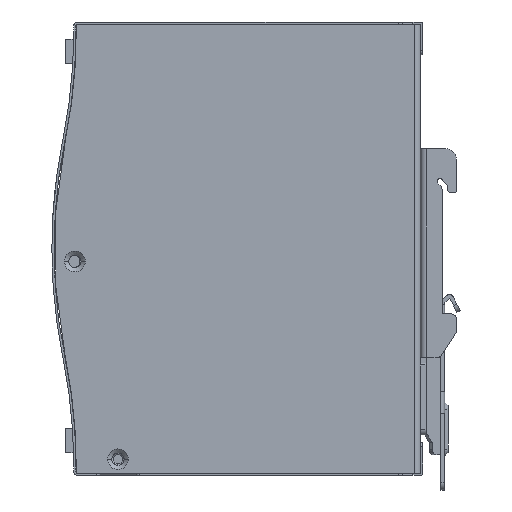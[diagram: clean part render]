
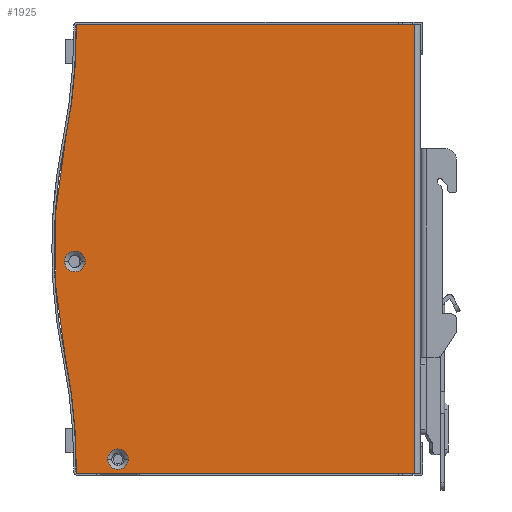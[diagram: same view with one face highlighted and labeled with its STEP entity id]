
A CAD part, front view. The second image highlights one B-rep face of the part: STEP entity #1925.
In plain terms, the highlighted planar face has unit normal (0, -1, 0).
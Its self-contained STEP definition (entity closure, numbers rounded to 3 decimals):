
#1734=CARTESIAN_POINT('',(84.453,13.236,74.));
#1735=VERTEX_POINT('',#1734);
#1743=CARTESIAN_POINT('',(84.453,13.236,-50.));
#1744=VERTEX_POINT('',#1743);
#1745=CARTESIAN_POINT('',(84.453,13.236,74.));
#1746=DIRECTION('',(0.,0.,-1.));
#1747=VECTOR('',#1746,124.);
#1748=LINE('',#1745,#1747);
#1749=EDGE_CURVE('',#1735,#1744,#1748,.T.);
#1800=CARTESIAN_POINT('',(-13.667,13.236,0.));
#1801=DIRECTION('',(0.,-1.,0.));
#1802=DIRECTION('',(0.,0.,-1.));
#1803=AXIS2_PLACEMENT_3D('',#1800,#1801,#1802);
#1804=PLANE('',#1803);
#1805=CARTESIAN_POINT('',(-8.439,13.236,-50.));
#1806=VERTEX_POINT('',#1805);
#1807=CARTESIAN_POINT('',(84.453,13.236,-50.));
#1808=DIRECTION('',(-1.,0.,0.));
#1809=VECTOR('',#1808,92.892);
#1810=LINE('',#1807,#1809);
#1811=EDGE_CURVE('',#1744,#1806,#1810,.T.);
#1812=ORIENTED_EDGE('',*,*,#1811,.F.);
#1813=ORIENTED_EDGE('',*,*,#1749,.F.);
#1814=CARTESIAN_POINT('',(-8.439,13.236,74.));
#1815=VERTEX_POINT('',#1814);
#1816=CARTESIAN_POINT('',(84.453,13.236,74.));
#1817=DIRECTION('',(-1.,0.,0.));
#1818=VECTOR('',#1817,92.892);
#1819=LINE('',#1816,#1818);
#1820=EDGE_CURVE('',#1735,#1815,#1819,.T.);
#1821=ORIENTED_EDGE('',*,*,#1820,.T.);
#1822=CARTESIAN_POINT('',(-8.939,13.236,73.5));
#1823=VERTEX_POINT('',#1822);
#1824=CARTESIAN_POINT('',(-8.439,13.236,73.5));
#1825=DIRECTION('',(0.,-1.,0.));
#1826=DIRECTION('',(-1.,0.,0.));
#1827=AXIS2_PLACEMENT_3D('',#1824,#1825,#1826);
#1828=CIRCLE('',#1827,0.5);
#1829=EDGE_CURVE('',#1815,#1823,#1828,.T.);
#1830=ORIENTED_EDGE('',*,*,#1829,.T.);
#1831=CARTESIAN_POINT('',(-8.939,13.236,73.495));
#1832=VERTEX_POINT('',#1831);
#1833=CARTESIAN_POINT('',(-8.439,13.236,73.5));
#1834=DIRECTION('',(0.,-1.,0.));
#1835=DIRECTION('',(-1.,0.,0.));
#1836=AXIS2_PLACEMENT_3D('',#1833,#1834,#1835);
#1837=CIRCLE('',#1836,0.5);
#1838=EDGE_CURVE('',#1823,#1832,#1837,.T.);
#1839=ORIENTED_EDGE('',*,*,#1838,.T.);
#1840=CARTESIAN_POINT('',(-11.964,13.236,42.01));
#1841=VERTEX_POINT('',#1840);
#1842=CARTESIAN_POINT('',(-158.932,13.236,72.019));
#1843=DIRECTION('',(0.,-1.,0.));
#1844=DIRECTION('',(0.,0.,-1.));
#1845=AXIS2_PLACEMENT_3D('',#1842,#1843,#1844);
#1846=CIRCLE('',#1845,150.);
#1847=EDGE_CURVE('',#1841,#1832,#1846,.T.);
#1848=ORIENTED_EDGE('',*,*,#1847,.F.);
#1849=CARTESIAN_POINT('',(-11.964,13.236,-18.01));
#1850=VERTEX_POINT('',#1849);
#1851=CARTESIAN_POINT('',(135.003,13.236,12.));
#1852=DIRECTION('',(0.,-1.,0.));
#1853=DIRECTION('',(0.,0.,-1.));
#1854=AXIS2_PLACEMENT_3D('',#1851,#1852,#1853);
#1855=CIRCLE('',#1854,150.);
#1856=EDGE_CURVE('',#1841,#1850,#1855,.T.);
#1857=ORIENTED_EDGE('',*,*,#1856,.T.);
#1858=CARTESIAN_POINT('',(-8.939,13.236,-49.495));
#1859=VERTEX_POINT('',#1858);
#1860=CARTESIAN_POINT('',(-158.932,13.236,-48.019));
#1861=DIRECTION('',(0.,-1.,0.));
#1862=DIRECTION('',(0.,0.,-1.));
#1863=AXIS2_PLACEMENT_3D('',#1860,#1861,#1862);
#1864=CIRCLE('',#1863,150.);
#1865=EDGE_CURVE('',#1859,#1850,#1864,.T.);
#1866=ORIENTED_EDGE('',*,*,#1865,.F.);
#1867=CARTESIAN_POINT('',(-8.939,13.236,-49.5));
#1868=VERTEX_POINT('',#1867);
#1869=CARTESIAN_POINT('',(-8.439,13.236,-49.5));
#1870=DIRECTION('',(0.,-1.,0.));
#1871=DIRECTION('',(-1.,0.,0.));
#1872=AXIS2_PLACEMENT_3D('',#1869,#1870,#1871);
#1873=CIRCLE('',#1872,0.5);
#1874=EDGE_CURVE('',#1859,#1868,#1873,.T.);
#1875=ORIENTED_EDGE('',*,*,#1874,.T.);
#1876=CARTESIAN_POINT('',(-8.439,13.236,-49.5));
#1877=DIRECTION('',(0.,-1.,0.));
#1878=DIRECTION('',(-1.,0.,0.));
#1879=AXIS2_PLACEMENT_3D('',#1876,#1877,#1878);
#1880=CIRCLE('',#1879,0.5);
#1881=EDGE_CURVE('',#1868,#1806,#1880,.T.);
#1882=ORIENTED_EDGE('',*,*,#1881,.T.);
#1883=EDGE_LOOP('',(#1812,#1813,#1821,#1830,#1839,#1848,#1857,#1866,#1875,#1882));
#1884=FACE_BOUND('',#1883,.T.);
#1885=CARTESIAN_POINT('',(5.403,13.236,-46.1));
#1886=VERTEX_POINT('',#1885);
#1887=CARTESIAN_POINT('',(-0.297,13.236,-46.1));
#1888=VERTEX_POINT('',#1887);
#1889=CARTESIAN_POINT('',(2.553,13.236,-46.1));
#1890=DIRECTION('',(0.,1.,0.));
#1891=DIRECTION('',(-1.,0.,0.));
#1892=AXIS2_PLACEMENT_3D('',#1889,#1890,#1891);
#1893=CIRCLE('',#1892,2.85);
#1894=EDGE_CURVE('',#1886,#1888,#1893,.T.);
#1895=ORIENTED_EDGE('',*,*,#1894,.T.);
#1896=CARTESIAN_POINT('',(2.553,13.236,-46.1));
#1897=DIRECTION('',(0.,1.,0.));
#1898=DIRECTION('',(-1.,0.,0.));
#1899=AXIS2_PLACEMENT_3D('',#1896,#1897,#1898);
#1900=CIRCLE('',#1899,2.85);
#1901=EDGE_CURVE('',#1888,#1886,#1900,.T.);
#1902=ORIENTED_EDGE('',*,*,#1901,.T.);
#1903=EDGE_LOOP('',(#1895,#1902));
#1904=FACE_BOUND('',#1903,.T.);
#1905=CARTESIAN_POINT('',(-6.497,13.236,8.5));
#1906=VERTEX_POINT('',#1905);
#1907=CARTESIAN_POINT('',(-12.197,13.236,8.5));
#1908=VERTEX_POINT('',#1907);
#1909=CARTESIAN_POINT('',(-9.347,13.236,8.5));
#1910=DIRECTION('',(0.,1.,0.));
#1911=DIRECTION('',(-1.,0.,0.));
#1912=AXIS2_PLACEMENT_3D('',#1909,#1910,#1911);
#1913=CIRCLE('',#1912,2.85);
#1914=EDGE_CURVE('',#1906,#1908,#1913,.T.);
#1915=ORIENTED_EDGE('',*,*,#1914,.T.);
#1916=CARTESIAN_POINT('',(-9.347,13.236,8.5));
#1917=DIRECTION('',(0.,1.,0.));
#1918=DIRECTION('',(-1.,0.,0.));
#1919=AXIS2_PLACEMENT_3D('',#1916,#1917,#1918);
#1920=CIRCLE('',#1919,2.85);
#1921=EDGE_CURVE('',#1908,#1906,#1920,.T.);
#1922=ORIENTED_EDGE('',*,*,#1921,.T.);
#1923=EDGE_LOOP('',(#1915,#1922));
#1924=FACE_BOUND('',#1923,.T.);
#1925=ADVANCED_FACE('',(#1884,#1904,#1924),#1804,.T.);
